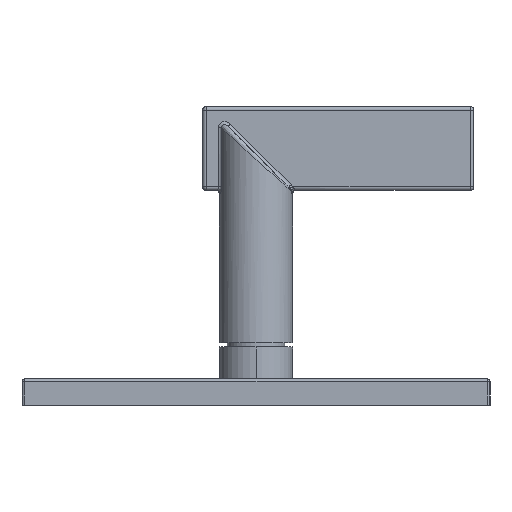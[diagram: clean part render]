
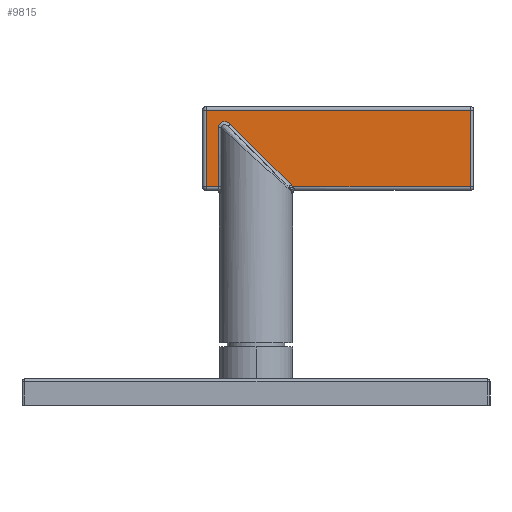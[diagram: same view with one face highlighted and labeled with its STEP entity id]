
A CAD part, left-side view. The second image highlights one B-rep face of the part: STEP entity #9815.
In plain terms, the highlighted planar face has unit normal (-1, 0, 0).
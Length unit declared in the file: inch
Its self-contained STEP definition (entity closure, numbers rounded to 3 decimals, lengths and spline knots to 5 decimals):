
#3743=DIRECTION('',(0.,1.,0.));
#3744=VECTOR('',#3743,2.08751);
#3745=CARTESIAN_POINT('',(-0.118,-2.52,2.566));
#3746=LINE('',#3745,#3744);
#3752=DIRECTION('',(0.,0.,-1.));
#3753=VECTOR('',#3752,0.904);
#3754=CARTESIAN_POINT('',(-0.118,-2.52,3.47));
#3755=LINE('',#3754,#3753);
#3782=CARTESIAN_POINT('',(-0.118,-0.41313,
2.59244));
#3783=CARTESIAN_POINT('',(-0.118,-0.41583,
2.58974));
#3784=CARTESIAN_POINT('',(-0.118,-0.42085,
2.58417));
#3785=CARTESIAN_POINT('',(-0.118,-0.42731,
2.57532));
#3786=CARTESIAN_POINT('',(-0.118,-0.43088,
2.56915));
#3787=CARTESIAN_POINT('',(-0.118,-0.43249,
2.566));
#3876=CARTESIAN_POINT('',(-0.118,0.44265,
3.25969));
#3877=CARTESIAN_POINT('',(-0.118,0.44265,
3.26366));
#3878=CARTESIAN_POINT('',(-0.118,0.44208,
3.27147));
#3879=CARTESIAN_POINT('',(-0.118,0.43955,
3.28281));
#3880=CARTESIAN_POINT('',(-0.118,0.43543,
3.2934));
#3881=CARTESIAN_POINT('',(-0.118,0.42989,
3.30306));
#3882=CARTESIAN_POINT('',(-0.118,0.42299,
3.3117));
#3883=CARTESIAN_POINT('',(-0.118,0.41489,
3.31918));
#3884=CARTESIAN_POINT('',(-0.118,0.40569,
3.32539));
#3885=CARTESIAN_POINT('',(-0.118,0.39553,
3.33021));
#3886=CARTESIAN_POINT('',(-0.118,0.38453,
3.33351));
#3887=CARTESIAN_POINT('',(-0.118,0.37286,
3.33518));
#3888=CARTESIAN_POINT('',(-0.118,0.36067,
3.33511));
#3889=CARTESIAN_POINT('',(-0.118,0.34817,
3.3332));
#3890=CARTESIAN_POINT('',(-0.118,0.33555,
3.32935));
#3891=CARTESIAN_POINT('',(-0.118,0.32304,
3.32349));
#3892=CARTESIAN_POINT('',(-0.118,0.31098,
3.31559));
#3893=CARTESIAN_POINT('',(-0.118,0.30356,
3.30913));
#3894=CARTESIAN_POINT('',(-0.118,0.29999,
3.30556));
#3923=DIRECTION('',(0.,-0.707,-0.707));
#3924=VECTOR('',#3923,1.00851);
#3925=CARTESIAN_POINT('',(-0.118,0.29999,
3.30556));
#3926=LINE('',#3925,#3924);
#3931=DIRECTION('',(0.,0.,-1.));
#3932=VECTOR('',#3931,0.69369);
#3933=CARTESIAN_POINT('',(-0.118,0.44265,
3.25969));
#3934=LINE('',#3933,#3932);
#3946=CARTESIAN_POINT('',(-0.118,0.44265,
2.566));
#3979=DIRECTION('',(0.,1.,0.));
#3980=VECTOR('',#3979,0.14435);
#3981=CARTESIAN_POINT('',(-0.118,0.44265,
2.566));
#3982=LINE('',#3981,#3980);
#4019=DIRECTION('',(0.,0.,-1.));
#4020=VECTOR('',#4019,0.904);
#4021=CARTESIAN_POINT('',(-0.118,0.587,3.47));
#4022=LINE('',#4021,#4020);
#4033=DIRECTION('',(0.,-1.,0.));
#4034=VECTOR('',#4033,3.107);
#4035=CARTESIAN_POINT('',(-0.118,0.587,3.47));
#4036=LINE('',#4035,#4034);
#5003=VERTEX_POINT('',#3782);
#5004=VERTEX_POINT('',#3787);
#5007=CARTESIAN_POINT('',(-0.118,0.29999,
3.30556));
#5008=VERTEX_POINT('',#5007);
#5009=VERTEX_POINT('',#3876);
#5017=VERTEX_POINT('',#3946);
#5049=CARTESIAN_POINT('',(-0.118,-2.52,3.47));
#5050=CARTESIAN_POINT('',(-0.118,-2.52,2.566));
#5051=VERTEX_POINT('',#5049);
#5052=VERTEX_POINT('',#5050);
#5077=CARTESIAN_POINT('',(-0.118,0.587,3.47));
#5078=CARTESIAN_POINT('',(-0.118,0.587,2.566));
#5079=VERTEX_POINT('',#5077);
#5080=VERTEX_POINT('',#5078);
#9792=CARTESIAN_POINT('',(-0.118,-2.56,3.51));
#9793=DIRECTION('',(-1.,0.,0.));
#9794=DIRECTION('',(0.,1.,0.));
#9795=AXIS2_PLACEMENT_3D('',#9792,#9793,#9794);
#9796=PLANE('',#9795);
#9797=ORIENTED_EDGE('',*,*,#9782,.T.);
#9798=ORIENTED_EDGE('',*,*,#9759,.T.);
#9800=ORIENTED_EDGE('',*,*,#9799,.F.);
#9802=ORIENTED_EDGE('',*,*,#9801,.F.);
#9804=ORIENTED_EDGE('',*,*,#9803,.F.);
#9806=ORIENTED_EDGE('',*,*,#9805,.T.);
#9808=ORIENTED_EDGE('',*,*,#9807,.T.);
#9810=ORIENTED_EDGE('',*,*,#9809,.F.);
#9812=ORIENTED_EDGE('',*,*,#9811,.T.);
#9813=EDGE_LOOP('',(#9797,#9798,#9800,#9802,#9804,#9806,#9808,#9810,#9812));
#9814=FACE_OUTER_BOUND('',#9813,.F.);
#9815=ADVANCED_FACE('',(#9814),#9796,.T.);
#3788=B_SPLINE_CURVE_WITH_KNOTS('',3,(#3782,#3783,#3784,#3785,#3786,#3787),
.UNSPECIFIED.,.F.,.F.,(4,1,1,4),(0.,0.33333,0.66667,1.),
.UNSPECIFIED.);
#3895=B_SPLINE_CURVE_WITH_KNOTS('',3,(#3876,#3877,#3878,#3879,#3880,#3881,#3882,
#3883,#3884,#3885,#3886,#3887,#3888,#3889,#3890,#3891,#3892,#3893,#3894),
.UNSPECIFIED.,.F.,.F.,(4,1,1,1,1,1,1,1,1,1,1,1,1,1,1,1,4),(0.,0.0625,0.125,
0.1875,0.25,0.3125,0.375,0.4375,0.5,0.5625,0.625,0.6875,
0.75,0.8125,0.875,0.9375,1.),.UNSPECIFIED.);
#9759=EDGE_CURVE('',#5052,#5004,#3746,.T.);
#9782=EDGE_CURVE('',#5051,#5052,#3755,.T.);
#9799=EDGE_CURVE('',#5003,#5004,#3788,.T.);
#9801=EDGE_CURVE('',#5008,#5003,#3926,.T.);
#9803=EDGE_CURVE('',#5009,#5008,#3895,.T.);
#9805=EDGE_CURVE('',#5009,#5017,#3934,.T.);
#9807=EDGE_CURVE('',#5017,#5080,#3982,.T.);
#9809=EDGE_CURVE('',#5079,#5080,#4022,.T.);
#9811=EDGE_CURVE('',#5079,#5051,#4036,.T.);
